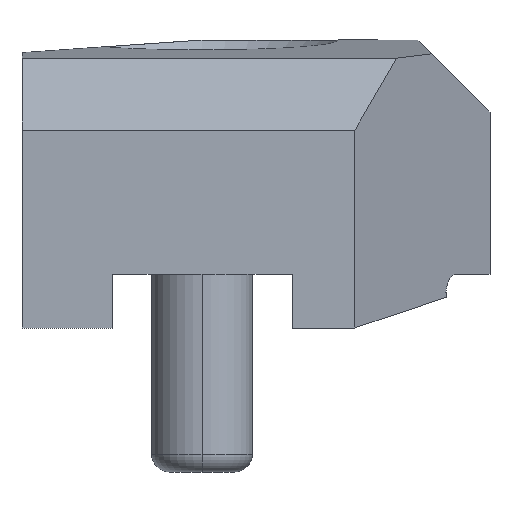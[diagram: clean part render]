
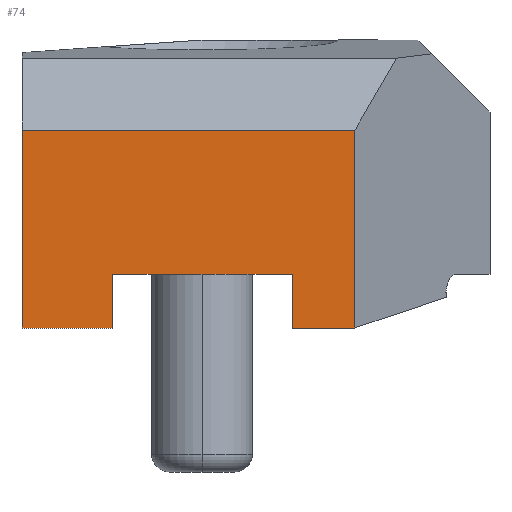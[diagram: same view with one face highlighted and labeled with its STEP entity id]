
A CAD part, left-side view. The second image highlights one B-rep face of the part: STEP entity #74.
In plain terms, the highlighted planar face has unit normal (-1, 0, 0).
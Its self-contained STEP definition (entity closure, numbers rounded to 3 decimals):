
#74=ADVANCED_FACE('',(#203),#144,.T.);
#144=PLANE('',#1477);
#203=FACE_OUTER_BOUND('',#273,.T.);
#273=EDGE_LOOP('',(#450,#451,#452,#453,#454,#455,#456,#457));
#450=ORIENTED_EDGE('',*,*,#954,.F.);
#451=ORIENTED_EDGE('',*,*,#957,.F.);
#452=ORIENTED_EDGE('',*,*,#958,.T.);
#453=ORIENTED_EDGE('',*,*,#959,.F.);
#454=ORIENTED_EDGE('',*,*,#960,.F.);
#455=ORIENTED_EDGE('',*,*,#961,.F.);
#456=ORIENTED_EDGE('',*,*,#929,.T.);
#457=ORIENTED_EDGE('',*,*,#956,.F.);
#789=VERTEX_POINT('',#2050);
#790=VERTEX_POINT('',#2052);
#811=VERTEX_POINT('',#2100);
#812=VERTEX_POINT('',#2102);
#813=VERTEX_POINT('',#2108);
#814=VERTEX_POINT('',#2110);
#815=VERTEX_POINT('',#2112);
#816=VERTEX_POINT('',#2114);
#929=EDGE_CURVE('',#790,#789,#1121,.T.);
#954=EDGE_CURVE('',#811,#812,#1139,.T.);
#956=EDGE_CURVE('',#812,#789,#1141,.T.);
#957=EDGE_CURVE('',#813,#811,#1142,.T.);
#958=EDGE_CURVE('',#813,#814,#1143,.T.);
#959=EDGE_CURVE('',#815,#814,#1144,.T.);
#960=EDGE_CURVE('',#816,#815,#1145,.T.);
#961=EDGE_CURVE('',#790,#816,#1146,.T.);
#1121=LINE('',#2051,#1286);
#1139=LINE('',#2101,#1304);
#1141=LINE('',#2105,#1306);
#1142=LINE('',#2107,#1307);
#1143=LINE('',#2109,#1308);
#1144=LINE('',#2111,#1309);
#1145=LINE('',#2113,#1310);
#1146=LINE('',#2115,#1311);
#1286=VECTOR('',#1610,1.);
#1304=VECTOR('',#1648,1.);
#1306=VECTOR('',#1652,1.);
#1307=VECTOR('',#1655,1.);
#1308=VECTOR('',#1656,1.);
#1309=VECTOR('',#1657,1.);
#1310=VECTOR('',#1658,1.);
#1311=VECTOR('',#1659,1.);
#1477=AXIS2_PLACEMENT_3D('',#2116,#1660,#1661);
#1610=DIRECTION('',(0.,0.,1.));
#1648=DIRECTION('',(0.,0.,1.));
#1652=DIRECTION('',(0.,-1.,0.));
#1655=DIRECTION('',(0.,1.,0.));
#1656=DIRECTION('',(0.,0.,1.));
#1657=DIRECTION('',(0.,1.,0.));
#1658=DIRECTION('',(0.,0.,1.));
#1659=DIRECTION('',(0.,1.,0.));
#1660=DIRECTION('',(-1.,0.,0.));
#1661=DIRECTION('',(0.,1.,0.));
#2050=CARTESIAN_POINT('',(-9.2,-4.247,-2.503));
#2051=CARTESIAN_POINT('',(-9.2,-4.247,-8.));
#2052=CARTESIAN_POINT('',(-9.2,-4.247,-8.));
#2100=CARTESIAN_POINT('',(-9.2,5.,-8.));
#2101=CARTESIAN_POINT('',(-9.2,5.,-8.));
#2102=CARTESIAN_POINT('',(-9.2,5.,-2.503));
#2105=CARTESIAN_POINT('',(-9.2,5.,-2.503));
#2107=CARTESIAN_POINT('',(-9.2,2.5,-8.));
#2108=CARTESIAN_POINT('',(-9.2,2.5,-8.));
#2109=CARTESIAN_POINT('',(-9.2,2.5,-8.));
#2110=CARTESIAN_POINT('',(-9.2,2.5,-6.5));
#2111=CARTESIAN_POINT('',(-9.2,-2.5,-6.5));
#2112=CARTESIAN_POINT('',(-9.2,-2.5,-6.5));
#2113=CARTESIAN_POINT('',(-9.2,-2.5,-8.));
#2114=CARTESIAN_POINT('',(-9.2,-2.5,-8.));
#2115=CARTESIAN_POINT('',(-9.2,-4.247,-8.));
#2116=CARTESIAN_POINT('',(-9.2,5.,0.));
